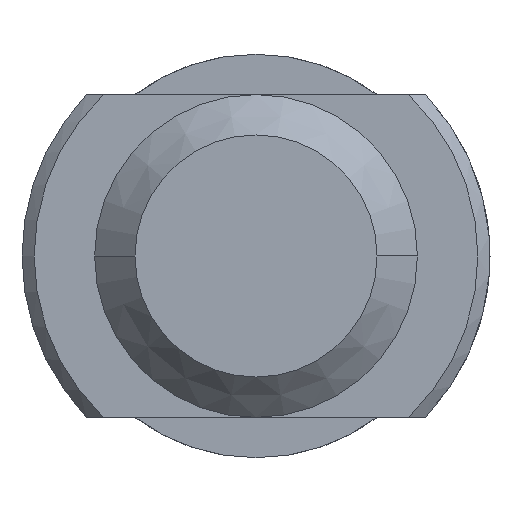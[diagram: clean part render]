
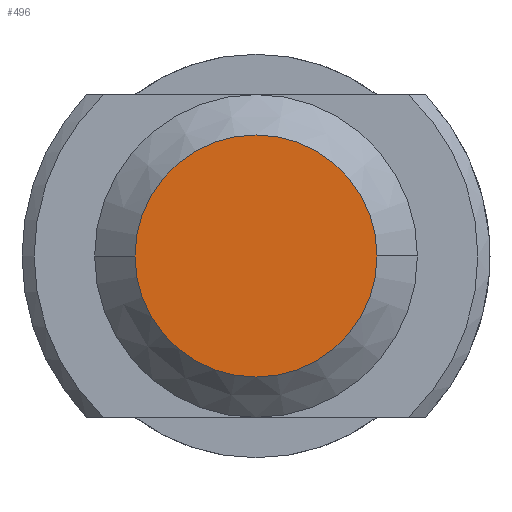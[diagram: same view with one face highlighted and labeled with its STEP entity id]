
A CAD part, left-side view. The second image highlights one B-rep face of the part: STEP entity #496.
In plain terms, the highlighted planar face has unit normal (-1, 0, 0).
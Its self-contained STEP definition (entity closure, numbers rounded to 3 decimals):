
#29 = AXIS2_PLACEMENT_3D ( 'NONE', #272, #171, #591 ) ;
#44 = CARTESIAN_POINT ( 'NONE',  ( 0., -3., 0. ) ) ;
#71 = DIRECTION ( 'NONE',  ( 1., 0., 0. ) ) ;
#152 = CARTESIAN_POINT ( 'NONE',  ( 0., 3., 0. ) ) ;
#171 = DIRECTION ( 'NONE',  ( 1., 0., 0. ) ) ;
#247 = VERTEX_POINT ( 'NONE', #152 ) ;
#259 = FACE_OUTER_BOUND ( 'NONE', #956, .T. ) ;
#272 = CARTESIAN_POINT ( 'NONE',  ( 0., 0., 0. ) ) ;
#401 = DIRECTION ( 'NONE',  ( 0., -1., 0. ) ) ;
#494 = CARTESIAN_POINT ( 'NONE',  ( 0., 0., 0. ) ) ;
#496 = ADVANCED_FACE ( 'NONE', ( #259 ), #1114, .T. ) ;
#504 = CARTESIAN_POINT ( 'NONE',  ( 0., 4., 0. ) ) ;
#591 = DIRECTION ( 'NONE',  ( 0., 1., 0. ) ) ;
#642 = AXIS2_PLACEMENT_3D ( 'NONE', #504, #1208, #401 ) ;
#655 = AXIS2_PLACEMENT_3D ( 'NONE', #494, #71, #1199 ) ;
#814 = VERTEX_POINT ( 'NONE', #44 ) ;
#829 = EDGE_CURVE ( 'NONE', #247, #814, #943, .T. ) ;
#877 = ORIENTED_EDGE ( 'NONE', *, *, #829, .F. ) ;
#943 = CIRCLE ( 'NONE', #29, 3. ) ;
#956 = EDGE_LOOP ( 'NONE', ( #877, #1146 ) ) ;
#999 = EDGE_CURVE ( 'NONE', #814, #247, #1259, .T. ) ;
#1114 = PLANE ( 'NONE',  #642 ) ;
#1146 = ORIENTED_EDGE ( 'NONE', *, *, #999, .F. ) ;
#1199 = DIRECTION ( 'NONE',  ( 0., 1., 0. ) ) ;
#1208 = DIRECTION ( 'NONE',  ( -1., 0., 0. ) ) ;
#1259 = CIRCLE ( 'NONE', #655, 3. ) ;
